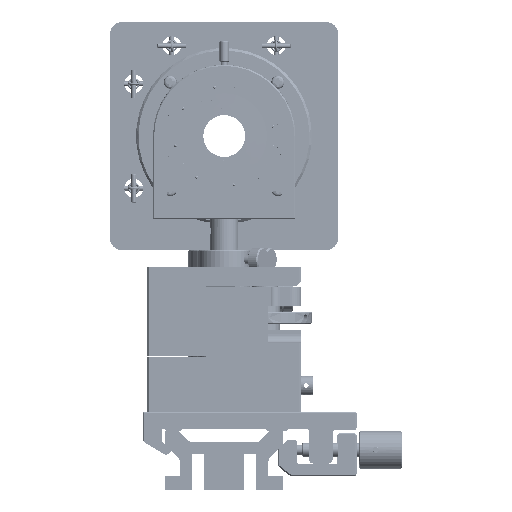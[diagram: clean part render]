
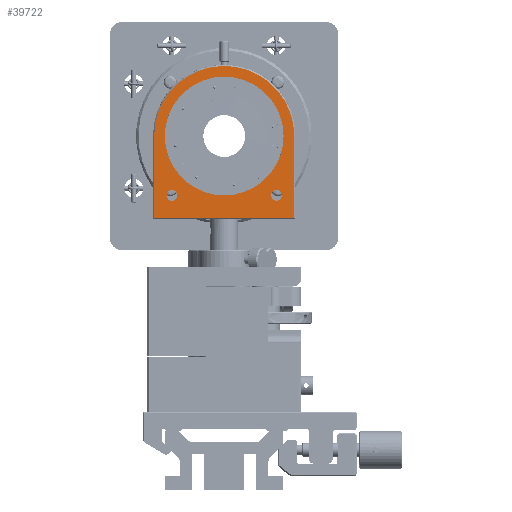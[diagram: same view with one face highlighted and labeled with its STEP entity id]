
A CAD part, left-side view. The second image highlights one B-rep face of the part: STEP entity #39722.
In plain terms, the highlighted planar face has unit normal (-1, 0, 0).
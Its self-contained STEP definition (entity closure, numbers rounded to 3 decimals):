
#3997=LINE('',#91244,#7307);
#4005=LINE('',#91262,#7315);
#4020=LINE('',#91299,#7330);
#4030=LINE('',#91321,#7340);
#4032=LINE('',#91329,#7342);
#7307=VECTOR('',#54427,58.434);
#7315=VECTOR('',#54441,0.346);
#7330=VECTOR('',#54474,0.346);
#7340=VECTOR('',#54498,34.5);
#7342=VECTOR('',#54508,34.5);
#8955=FACE_BOUND('',#13629,.T.);
#8956=FACE_BOUND('',#13630,.T.);
#8957=FACE_BOUND('',#13631,.T.);
#10875=FACE_OUTER_BOUND('',#13628,.T.);
#13628=EDGE_LOOP('',(#34511,#34512,#34513,#34514,#34515,#34516));
#13629=EDGE_LOOP('',(#34517));
#13630=EDGE_LOOP('',(#34518));
#13631=EDGE_LOOP('',(#34519));
#15652=CIRCLE('',#44040,29.5);
#15661=CIRCLE('',#44056,25.);
#15667=CIRCLE('',#44065,2.25);
#15670=CIRCLE('',#44071,2.25);
#19106=VERTEX_POINT('',#91233);
#19111=VERTEX_POINT('',#91242);
#19118=VERTEX_POINT('',#91261);
#19131=VERTEX_POINT('',#91297);
#19136=VERTEX_POINT('',#91319);
#19138=VERTEX_POINT('',#91324);
#19151=VERTEX_POINT('',#91383);
#19159=VERTEX_POINT('',#91405);
#19162=VERTEX_POINT('',#91416);
#24295=EDGE_CURVE('',#19111,#19106,#3997,.T.);
#24304=EDGE_CURVE('',#19106,#19118,#4005,.T.);
#24323=EDGE_CURVE('',#19131,#19111,#4020,.T.);
#24334=EDGE_CURVE('',#19136,#19131,#4030,.T.);
#24336=EDGE_CURVE('',#19138,#19136,#15652,.T.);
#24338=EDGE_CURVE('',#19118,#19138,#4032,.T.);
#24357=EDGE_CURVE('',#19151,#19151,#15661,.T.);
#24367=EDGE_CURVE('',#19159,#19159,#15667,.T.);
#24372=EDGE_CURVE('',#19162,#19162,#15670,.T.);
#34511=ORIENTED_EDGE('',*,*,#24295,.F.);
#34512=ORIENTED_EDGE('',*,*,#24323,.F.);
#34513=ORIENTED_EDGE('',*,*,#24334,.F.);
#34514=ORIENTED_EDGE('',*,*,#24336,.F.);
#34515=ORIENTED_EDGE('',*,*,#24338,.F.);
#34516=ORIENTED_EDGE('',*,*,#24304,.F.);
#34517=ORIENTED_EDGE('',*,*,#24367,.T.);
#34518=ORIENTED_EDGE('',*,*,#24372,.T.);
#34519=ORIENTED_EDGE('',*,*,#24357,.T.);
#37682=PLANE('',#44078);
#39722=ADVANCED_FACE('',(#10875,#8955,#8956,#8957),#37682,.F.);
#44040=AXIS2_PLACEMENT_3D('',#91326,#54502,#54503);
#44056=AXIS2_PLACEMENT_3D('',#91385,#54545,#54546);
#44065=AXIS2_PLACEMENT_3D('',#91406,#54567,#54568);
#44071=AXIS2_PLACEMENT_3D('',#91417,#54581,#54582);
#44078=AXIS2_PLACEMENT_3D('',#91443,#54606,#54607);
#54427=DIRECTION('',(0.,1.,0.));
#54441=DIRECTION('',(0.,0.816,0.577));
#54474=DIRECTION('',(0.,0.816,-0.577));
#54498=DIRECTION('',(0.,0.,-1.));
#54502=DIRECTION('center_axis',(1.,0.,0.));
#54503=DIRECTION('ref_axis',(0.,-1.,0.));
#54508=DIRECTION('',(0.,0.,1.));
#54545=DIRECTION('center_axis',(1.,0.,0.));
#54546=DIRECTION('ref_axis',(0.,0.,1.));
#54567=DIRECTION('center_axis',(1.,0.,0.));
#54568=DIRECTION('ref_axis',(0.,0.,-1.));
#54581=DIRECTION('center_axis',(1.,0.,0.));
#54582=DIRECTION('ref_axis',(0.,0.,-1.));
#54606=DIRECTION('center_axis',(1.,0.,0.));
#54607=DIRECTION('ref_axis',(0.,0.,-1.));
#91233=CARTESIAN_POINT('',(-5.6,29.217,0.3));
#91242=CARTESIAN_POINT('',(-5.6,-29.217,0.3));
#91244=CARTESIAN_POINT('',(-5.6,-29.217,0.3));
#91261=CARTESIAN_POINT('',(-5.6,29.5,0.5));
#91262=CARTESIAN_POINT('',(-5.6,29.217,0.3));
#91297=CARTESIAN_POINT('',(-5.6,-29.5,0.5));
#91299=CARTESIAN_POINT('',(-5.6,-29.5,0.5));
#91319=CARTESIAN_POINT('',(-5.6,-29.5,35.));
#91321=CARTESIAN_POINT('',(-5.6,-29.5,35.));
#91324=CARTESIAN_POINT('',(-5.6,29.5,35.));
#91326=CARTESIAN_POINT('Origin',(-5.6,0.,35.));
#91329=CARTESIAN_POINT('',(-5.6,29.5,0.5));
#91383=CARTESIAN_POINT('',(-5.6,0.,60.));
#91385=CARTESIAN_POINT('Origin',(-5.6,0.,35.));
#91405=CARTESIAN_POINT('',(-5.6,-22.,7.75));
#91406=CARTESIAN_POINT('Origin',(-5.6,-22.,10.));
#91416=CARTESIAN_POINT('',(-5.6,22.,7.75));
#91417=CARTESIAN_POINT('Origin',(-5.6,22.,10.));
#91443=CARTESIAN_POINT('Origin',(-5.6,0.,27.41));
